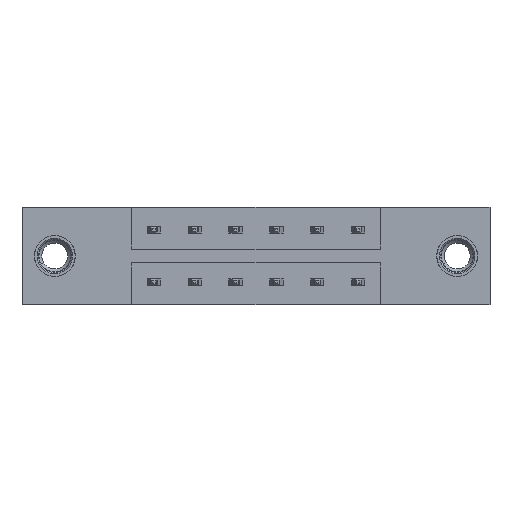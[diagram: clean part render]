
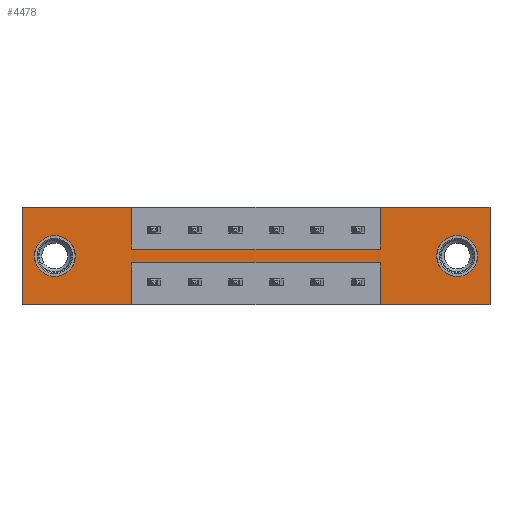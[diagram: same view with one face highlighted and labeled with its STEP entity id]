
A CAD part, front view. The second image highlights one B-rep face of the part: STEP entity #4478.
In plain terms, the highlighted planar face has unit normal (0, -1, 0).
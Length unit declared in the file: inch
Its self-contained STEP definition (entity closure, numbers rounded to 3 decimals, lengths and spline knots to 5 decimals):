
#4 = DIRECTION ( 'NONE',  ( 0., 0., 1. ) ) ;
#176 = LINE ( 'NONE', #2468, #2402 ) ;
#233 = ORIENTED_EDGE ( 'NONE', *, *, #6255, .F. ) ;
#258 = CARTESIAN_POINT ( 'NONE',  ( 0.125, 0., -0.107 ) ) ;
#263 = LINE ( 'NONE', #6295, #5084 ) ;
#303 = DIRECTION ( 'NONE',  ( 0., 1., 0. ) ) ;
#364 = VERTEX_POINT ( 'NONE', #1776 ) ;
#432 = VERTEX_POINT ( 'NONE', #5686 ) ;
#463 = DIRECTION ( 'NONE',  ( 0., 0., -1. ) ) ;
#526 = VERTEX_POINT ( 'NONE', #4258 ) ;
#548 = DIRECTION ( 'NONE',  ( 0., 1., 0. ) ) ;
#560 = EDGE_CURVE ( 'NONE', #526, #6774, #1045, .T. ) ;
#614 = AXIS2_PLACEMENT_3D ( 'NONE', #7220, #6350, #463 ) ;
#650 = CARTESIAN_POINT ( 'NONE',  ( 1.659, 0., -0.263 ) ) ;
#672 = VERTEX_POINT ( 'NONE', #3443 ) ;
#687 = EDGE_CURVE ( 'NONE', #7491, #6519, #8219, .T. ) ;
#787 = DIRECTION ( 'NONE',  ( 0., 0., 1. ) ) ;
#998 = DIRECTION ( 'NONE',  ( -1., 0., 0. ) ) ;
#1045 = LINE ( 'NONE', #7768, #7902 ) ;
#1056 = ORIENTED_EDGE ( 'NONE', *, *, #5747, .F. ) ;
#1065 = CARTESIAN_POINT ( 'NONE',  ( 0.4175, 0., -0.2115 ) ) ;
#1152 = VECTOR ( 'NONE', #787, 39.37008 ) ;
#1219 = CARTESIAN_POINT ( 'NONE',  ( 0.125, 0., -0.263 ) ) ;
#1294 = CIRCLE ( 'NONE', #6950, 0.078 ) ;
#1626 = VECTOR ( 'NONE', #2586, 39.37008 ) ;
#1776 = CARTESIAN_POINT ( 'NONE',  ( 0.4175, 0., -0.2115 ) ) ;
#1779 = LINE ( 'NONE', #9338, #7994 ) ;
#1821 = CARTESIAN_POINT ( 'NONE',  ( 0., 0., 0. ) ) ;
#1923 = DIRECTION ( 'NONE',  ( 0., 0., 1. ) ) ;
#1954 = ORIENTED_EDGE ( 'NONE', *, *, #1977, .F. ) ;
#1977 = EDGE_CURVE ( 'NONE', #9243, #432, #9434, .T. ) ;
#2312 = CARTESIAN_POINT ( 'NONE',  ( 0., 0., 0. ) ) ;
#2344 = LINE ( 'NONE', #5321, #4274 ) ;
#2379 = CARTESIAN_POINT ( 'NONE',  ( 0.4175, 0., -0.1585 ) ) ;
#2402 = VECTOR ( 'NONE', #7826, 39.37008 ) ;
#2440 = VERTEX_POINT ( 'NONE', #5087 ) ;
#2468 = CARTESIAN_POINT ( 'NONE',  ( 0., 0., -0.37 ) ) ;
#2475 = ORIENTED_EDGE ( 'NONE', *, *, #6907, .F. ) ;
#2507 = VERTEX_POINT ( 'NONE', #5974 ) ;
#2586 = DIRECTION ( 'NONE',  ( 1., 0., 0. ) ) ;
#2644 = CARTESIAN_POINT ( 'NONE',  ( 1.3665, 0., -0.1585 ) ) ;
#2868 = EDGE_LOOP ( 'NONE', ( #2475, #233, #1056, #6806, #1954, #4062, #8653, #8781, #6628, #7528, #6649, #6153 ) ) ;
#2890 = VERTEX_POINT ( 'NONE', #6331 ) ;
#3049 = EDGE_LOOP ( 'NONE', ( #6225, #5641 ) ) ;
#3107 = EDGE_CURVE ( 'NONE', #4415, #7803, #1294, .T. ) ;
#3244 = EDGE_CURVE ( 'NONE', #6774, #9243, #263, .T. ) ;
#3289 = CARTESIAN_POINT ( 'NONE',  ( 0., 0., 0. ) ) ;
#3330 = ORIENTED_EDGE ( 'NONE', *, *, #687, .T. ) ;
#3392 = LINE ( 'NONE', #1821, #1626 ) ;
#3404 = DIRECTION ( 'NONE',  ( -1., 0., 0. ) ) ;
#3434 = LINE ( 'NONE', #3289, #8159 ) ;
#3443 = CARTESIAN_POINT ( 'NONE',  ( 0.4175, 0., -0.37 ) ) ;
#3483 = VERTEX_POINT ( 'NONE', #8780 ) ;
#3529 = VECTOR ( 'NONE', #7137, 39.37008 ) ;
#3551 = DIRECTION ( 'NONE',  ( 0., 1., 0. ) ) ;
#3656 = VECTOR ( 'NONE', #5558, 39.37008 ) ;
#3883 = LINE ( 'NONE', #1065, #3529 ) ;
#3992 = CARTESIAN_POINT ( 'NONE',  ( 1.784, 0., -0.37 ) ) ;
#4062 = ORIENTED_EDGE ( 'NONE', *, *, #3244, .F. ) ;
#4107 = DIRECTION ( 'NONE',  ( 0., 0., -1. ) ) ;
#4141 = ORIENTED_EDGE ( 'NONE', *, *, #9635, .T. ) ;
#4258 = CARTESIAN_POINT ( 'NONE',  ( 0.4175, 0., 0. ) ) ;
#4274 = VECTOR ( 'NONE', #7599, 39.37008 ) ;
#4415 = VERTEX_POINT ( 'NONE', #5039 ) ;
#4478 = ADVANCED_FACE ( 'NONE', ( #5931, #5609, #8591 ), #7063, .T. ) ;
#4589 = DIRECTION ( 'NONE',  ( 0., 1., 0. ) ) ;
#4858 = DIRECTION ( 'NONE',  ( 0., 0., -1. ) ) ;
#4921 = CARTESIAN_POINT ( 'NONE',  ( 1.3665, 0., -0.2115 ) ) ;
#5039 = CARTESIAN_POINT ( 'NONE',  ( 1.659, 0., -0.107 ) ) ;
#5049 = CIRCLE ( 'NONE', #6302, 0.078 ) ;
#5084 = VECTOR ( 'NONE', #9289, 39.37008 ) ;
#5087 = CARTESIAN_POINT ( 'NONE',  ( 1.3665, 0., -0.37 ) ) ;
#5191 = EDGE_CURVE ( 'NONE', #7803, #4415, #5049, .T. ) ;
#5288 = AXIS2_PLACEMENT_3D ( 'NONE', #6073, #4589, #4 ) ;
#5321 = CARTESIAN_POINT ( 'NONE',  ( 1.784, 0., 0. ) ) ;
#5505 = LINE ( 'NONE', #8406, #6631 ) ;
#5558 = DIRECTION ( 'NONE',  ( 0., 0., 1. ) ) ;
#5575 = EDGE_CURVE ( 'NONE', #7277, #364, #5505, .T. ) ;
#5609 = FACE_BOUND ( 'NONE', #8031, .T. ) ;
#5641 = ORIENTED_EDGE ( 'NONE', *, *, #5191, .T. ) ;
#5686 = CARTESIAN_POINT ( 'NONE',  ( 1.3665, 0., 0. ) ) ;
#5747 = EDGE_CURVE ( 'NONE', #3483, #9263, #2344, .T. ) ;
#5931 = FACE_BOUND ( 'NONE', #3049, .T. ) ;
#5936 = CARTESIAN_POINT ( 'NONE',  ( 1.659, 0., -0.185 ) ) ;
#5974 = CARTESIAN_POINT ( 'NONE',  ( 0., 0., -0.37 ) ) ;
#6073 = CARTESIAN_POINT ( 'NONE',  ( 0.125, 0., -0.185 ) ) ;
#6078 = CIRCLE ( 'NONE', #5288, 0.078 ) ;
#6153 = ORIENTED_EDGE ( 'NONE', *, *, #5575, .F. ) ;
#6225 = ORIENTED_EDGE ( 'NONE', *, *, #3107, .T. ) ;
#6255 = EDGE_CURVE ( 'NONE', #9263, #2440, #1779, .T. ) ;
#6295 = CARTESIAN_POINT ( 'NONE',  ( 0.4175, 0., -0.1585 ) ) ;
#6297 = CARTESIAN_POINT ( 'NONE',  ( 1.3665, 0., -0.2115 ) ) ;
#6302 = AXIS2_PLACEMENT_3D ( 'NONE', #5936, #548, #8100 ) ;
#6331 = CARTESIAN_POINT ( 'NONE',  ( 0., 0., 0. ) ) ;
#6350 = DIRECTION ( 'NONE',  ( 0., -1., 0. ) ) ;
#6425 = EDGE_CURVE ( 'NONE', #432, #3483, #3434, .T. ) ;
#6519 = VERTEX_POINT ( 'NONE', #1219 ) ;
#6584 = DIRECTION ( 'NONE',  ( 0., 0., 1. ) ) ;
#6628 = ORIENTED_EDGE ( 'NONE', *, *, #7867, .F. ) ;
#6631 = VECTOR ( 'NONE', #998, 39.37008 ) ;
#6649 = ORIENTED_EDGE ( 'NONE', *, *, #8543, .F. ) ;
#6774 = VERTEX_POINT ( 'NONE', #2379 ) ;
#6806 = ORIENTED_EDGE ( 'NONE', *, *, #6425, .F. ) ;
#6907 = EDGE_CURVE ( 'NONE', #2440, #7277, #8499, .T. ) ;
#6929 = EDGE_CURVE ( 'NONE', #672, #2507, #176, .T. ) ;
#6950 = AXIS2_PLACEMENT_3D ( 'NONE', #9449, #303, #4107 ) ;
#7063 = PLANE ( 'NONE',  #614 ) ;
#7137 = DIRECTION ( 'NONE',  ( 0., 0., -1. ) ) ;
#7220 = CARTESIAN_POINT ( 'NONE',  ( 0., 0., -0.37 ) ) ;
#7277 = VERTEX_POINT ( 'NONE', #4921 ) ;
#7420 = AXIS2_PLACEMENT_3D ( 'NONE', #8106, #3551, #6584 ) ;
#7491 = VERTEX_POINT ( 'NONE', #258 ) ;
#7528 = ORIENTED_EDGE ( 'NONE', *, *, #6929, .F. ) ;
#7599 = DIRECTION ( 'NONE',  ( 0., 0., -1. ) ) ;
#7768 = CARTESIAN_POINT ( 'NONE',  ( 0.4175, 0., -0.1585 ) ) ;
#7797 = DIRECTION ( 'NONE',  ( 1., 0., 0. ) ) ;
#7803 = VERTEX_POINT ( 'NONE', #650 ) ;
#7826 = DIRECTION ( 'NONE',  ( -1., 0., 0. ) ) ;
#7867 = EDGE_CURVE ( 'NONE', #2507, #2890, #8887, .T. ) ;
#7902 = VECTOR ( 'NONE', #4858, 39.37008 ) ;
#7994 = VECTOR ( 'NONE', #3404, 39.37008 ) ;
#8031 = EDGE_LOOP ( 'NONE', ( #3330, #4141 ) ) ;
#8099 = EDGE_CURVE ( 'NONE', #2890, #526, #3392, .T. ) ;
#8100 = DIRECTION ( 'NONE',  ( 0., 0., -1. ) ) ;
#8106 = CARTESIAN_POINT ( 'NONE',  ( 0.125, 0., -0.185 ) ) ;
#8159 = VECTOR ( 'NONE', #7797, 39.37008 ) ;
#8219 = CIRCLE ( 'NONE', #7420, 0.078 ) ;
#8300 = CARTESIAN_POINT ( 'NONE',  ( 1.3665, 0., -0.1585 ) ) ;
#8406 = CARTESIAN_POINT ( 'NONE',  ( 0.4175, 0., -0.2115 ) ) ;
#8499 = LINE ( 'NONE', #6297, #3656 ) ;
#8543 = EDGE_CURVE ( 'NONE', #364, #672, #3883, .T. ) ;
#8591 = FACE_OUTER_BOUND ( 'NONE', #2868, .T. ) ;
#8653 = ORIENTED_EDGE ( 'NONE', *, *, #560, .F. ) ;
#8780 = CARTESIAN_POINT ( 'NONE',  ( 1.784, 0., 0. ) ) ;
#8781 = ORIENTED_EDGE ( 'NONE', *, *, #8099, .F. ) ;
#8887 = LINE ( 'NONE', #2312, #1152 ) ;
#9243 = VERTEX_POINT ( 'NONE', #8300 ) ;
#9263 = VERTEX_POINT ( 'NONE', #3992 ) ;
#9289 = DIRECTION ( 'NONE',  ( 1., 0., 0. ) ) ;
#9338 = CARTESIAN_POINT ( 'NONE',  ( 0., 0., -0.37 ) ) ;
#9434 = LINE ( 'NONE', #2644, #9636 ) ;
#9449 = CARTESIAN_POINT ( 'NONE',  ( 1.659, 0., -0.185 ) ) ;
#9635 = EDGE_CURVE ( 'NONE', #6519, #7491, #6078, .T. ) ;
#9636 = VECTOR ( 'NONE', #1923, 39.37008 ) ;
